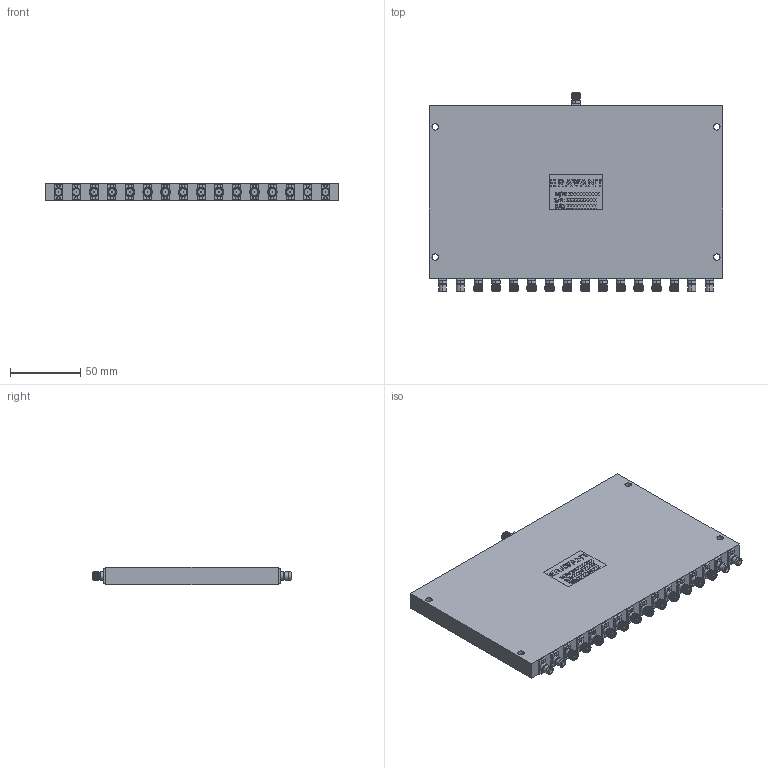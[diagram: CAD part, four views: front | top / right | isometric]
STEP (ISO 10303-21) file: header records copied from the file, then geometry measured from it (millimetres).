
FILE_DESCRIPTION (( 'STEP AP203' ), '1' );
FILE_NAME ('SCS-0231832216-SFSF-121.STEP', '2020-03-12T19:55:28', ( '' ), ( '' ), 'SwSTEP 2.0', 'SolidWorks 2020', '' );
FILE_SCHEMA (( 'CONFIG_CONTROL_DESIGN' ));
Length unit declared in the file: inch
Products named in the file (1): SCS-0231832216-SFSF-121
Bounding box: 209.04 x 141.58 x 12.73 mm (x, y, z)
Volume: 329391.7 mm3; surface area: 67762.6 mm2
Topology: 2 solids, 2 shells, 1376 faces, 3549 edges, 2352 vertices
Faces by surface type: plane 686, bspline 364, cylinder 274, cone 52
Entity records: 61167 total; most frequent: CARTESIAN_POINT 29601, ORIENTED_EDGE 7098, DIRECTION 5385, EDGE_CURVE 3549, VERTEX_POINT 2352, LINE 2101, VECTOR 2101, AXIS2_PLACEMENT_3D 1642
